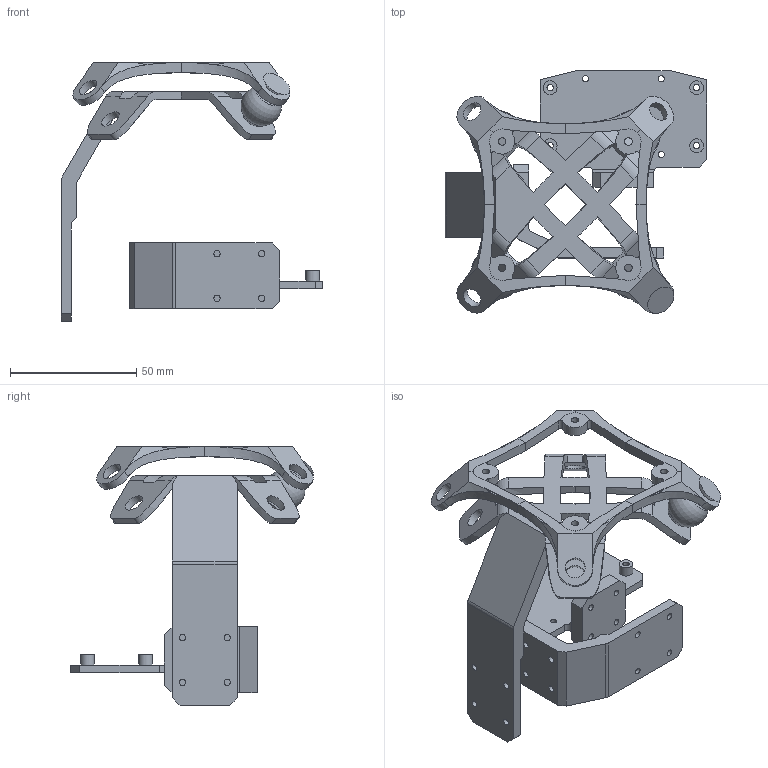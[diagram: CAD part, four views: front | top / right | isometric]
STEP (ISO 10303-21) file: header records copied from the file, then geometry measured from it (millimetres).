
FILE_DESCRIPTION(/* description */ ('STEP AP242','CAx-IF Rec.Pracs.---Representation and Presentation of Product Manufacturing Information (PMI)---4.0---2014-10-13','CAx-IF Rec.Pracs.---3D Tessellated Geometry---0.4---2014-09-14','2;1'),/* implementation_level */ '2;1');
FILE_NAME(/* name */ '68d464bc594f2aeb56ca9e95',/* time_stamp */ '2025-09-24T21:38:05Z',/* author */ (''),/* organization */ (''),/* preprocessor_version */ 'ST-DEVELOPER v20',/* originating_system */ 'ONSHAPE BY PTC INC, 1.204',/* authorisation */ ' ');
FILE_SCHEMA (('AP242_MANAGED_MODEL_BASED_3D_ENGINEERING_MIM_LF { 1 0 10303 442 1 1 4 }'));
Length unit declared in the file: metre
Products named in the file (5): Roll_connector; Pitch_connector; TPU_vibration_damp_rubber1; Top_motor_jig; Roll_pitch_connector
Bounding box: 103.5 x 96.3 x 102.5 mm (x, y, z)
Volume: 54634.7 mm3; surface area: 36256.7 mm2
Topology: 5 solids, 5 shells, 249 faces, 713 edges, 468 vertices
Faces by surface type: plane 99, cylinder 97, bspline 48, cone 4, sphere 1
Full cylindrical faces by diameter (mm): 2.5 x24, 3 x4, 5.5 x4, 8 x10
Entity records: 13375 total; most frequent: CARTESIAN_POINT 7270, ORIENTED_EDGE 1308, DIRECTION 1017, EDGE_CURVE 654, VERTEX_POINT 456, AXIS2_PLACEMENT_3D 376, EDGE_LOOP 374, FACE_BOUND 374
